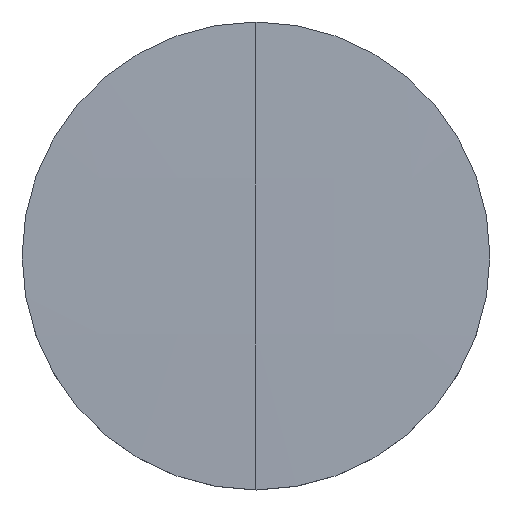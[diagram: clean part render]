
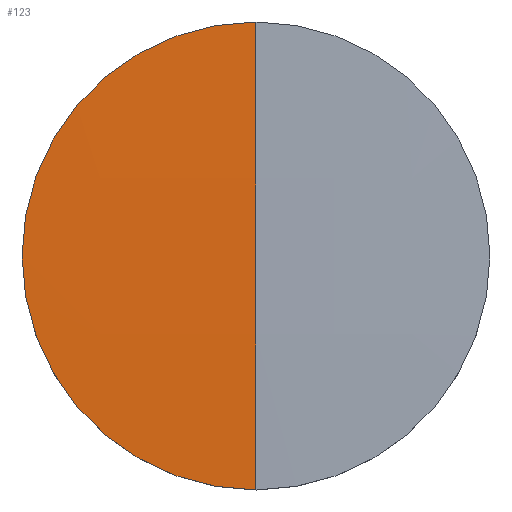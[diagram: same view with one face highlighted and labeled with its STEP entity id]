
A CAD part, top view. The second image highlights one B-rep face of the part: STEP entity #123.
In plain terms, the highlighted free-form (B-spline) face has degree [3, 3] with [4, 4] control points.
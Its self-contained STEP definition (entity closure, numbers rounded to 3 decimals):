
#3 = DIRECTION ( 'NONE',  ( 0., 0., -1. ) ) ;
#13 = CIRCLE ( 'NONE', #24, 19.05 ) ;
#24 = AXIS2_PLACEMENT_3D ( 'NONE', #86, #3, #29 ) ;
#26 = CIRCLE ( 'NONE', #42, 19.05 ) ;
#29 = DIRECTION ( 'NONE',  ( 1., 0., 0. ) ) ;
#34 = DIRECTION ( 'NONE',  ( 0., 0., -1. ) ) ;
#38 = EDGE_CURVE ( 'NONE', #202, #110, #13, .T. ) ;
#42 = AXIS2_PLACEMENT_3D ( 'NONE', #194, #34, #154 ) ;
#46 = DIRECTION ( 'NONE',  ( -1., 0., 0. ) ) ;
#54 = CARTESIAN_POINT ( 'NONE',  ( 0., -19.05, 4.825 ) ) ;
#55 = EDGE_CURVE ( 'NONE', #68, #202, #26, .T. ) ;
#57 = CARTESIAN_POINT ( 'NONE',  ( -12.778, -6.427, 5.001 ) ) ;
#60 = CARTESIAN_POINT ( 'NONE',  ( 0., -6.427, 5.06 ) ) ;
#66 = FACE_OUTER_BOUND ( 'NONE', #206, .T. ) ;
#68 = VERTEX_POINT ( 'NONE', #54 ) ;
#73 = ORIENTED_EDGE ( 'NONE', *, *, #38, .F. ) ;
#81 = CARTESIAN_POINT ( 'NONE',  ( -12.775, 19.279, 4.762 ) ) ;
#82 = ORIENTED_EDGE ( 'NONE', *, *, #55, .F. ) ;
#85 = AXIS2_PLACEMENT_3D ( 'NONE', #198, #46, #290 ) ;
#86 = CARTESIAN_POINT ( 'NONE',  ( 0., 0., 4.825 ) ) ;
#105 = CARTESIAN_POINT ( 'NONE',  ( 0., 6.427, 5.06 ) ) ;
#110 = VERTEX_POINT ( 'NONE', #216 ) ;
#111 = CARTESIAN_POINT ( 'NONE',  ( -6.389, -6.427, 5.06 ) ) ;
#118 = CIRCLE ( 'NONE', #85, 1037. ) ;
#123 = ADVANCED_FACE ( 'NONE', ( #66 ), #161, .T. ) ;
#150 = CARTESIAN_POINT ( 'NONE',  ( -12.775, -19.279, 4.762 ) ) ;
#154 = DIRECTION ( 'NONE',  ( 1., 0., 0. ) ) ;
#161 =( BOUNDED_SURFACE ( )  B_SPLINE_SURFACE ( 3, 3, ( 
 ( #277, #211, #150, #172 ),
 ( #60, #111, #57, #258 ),
 ( #105, #190, #192, #280 ),
 ( #212, #255, #81, #254 ) ),
 .UNSPECIFIED., .F., .F., .F. ) 
 B_SPLINE_SURFACE_WITH_KNOTS ( ( 4, 4 ),
 ( 4, 4 ),
 ( 0., 1. ),
 ( 0., 1. ),
 .UNSPECIFIED. ) 
 GEOMETRIC_REPRESENTATION_ITEM ( )  RATIONAL_B_SPLINE_SURFACE ( (
 ( 1., 1., 1., 1.),
 ( 1., 1., 1., 1.),
 ( 1., 1., 1., 1.),
 ( 1., 1., 1., 1.) ) ) 
 REPRESENTATION_ITEM ( '' )  SURFACE ( )  );
#166 = EDGE_CURVE ( 'NONE', #68, #110, #118, .T. ) ;
#172 = CARTESIAN_POINT ( 'NONE',  ( -19.161, -19.279, 4.644 ) ) ;
#190 = CARTESIAN_POINT ( 'NONE',  ( -6.389, 6.427, 5.06 ) ) ;
#192 = CARTESIAN_POINT ( 'NONE',  ( -12.778, 6.427, 5.001 ) ) ;
#194 = CARTESIAN_POINT ( 'NONE',  ( 0., 0., 4.825 ) ) ;
#198 = CARTESIAN_POINT ( 'NONE',  ( 0., 0., -1032. ) ) ;
#202 = VERTEX_POINT ( 'NONE', #213 ) ;
#206 = EDGE_LOOP ( 'NONE', ( #82, #230, #73 ) ) ;
#211 = CARTESIAN_POINT ( 'NONE',  ( -6.387, -19.279, 4.821 ) ) ;
#212 = CARTESIAN_POINT ( 'NONE',  ( 0., 19.279, 4.821 ) ) ;
#213 = CARTESIAN_POINT ( 'NONE',  ( -19.05, 0., 4.825 ) ) ;
#216 = CARTESIAN_POINT ( 'NONE',  ( 0., 19.05, 4.825 ) ) ;
#230 = ORIENTED_EDGE ( 'NONE', *, *, #166, .T. ) ;
#254 = CARTESIAN_POINT ( 'NONE',  ( -19.161, 19.279, 4.644 ) ) ;
#255 = CARTESIAN_POINT ( 'NONE',  ( -6.387, 19.279, 4.821 ) ) ;
#258 = CARTESIAN_POINT ( 'NONE',  ( -19.165, -6.427, 4.883 ) ) ;
#277 = CARTESIAN_POINT ( 'NONE',  ( 0., -19.279, 4.821 ) ) ;
#280 = CARTESIAN_POINT ( 'NONE',  ( -19.165, 6.427, 4.883 ) ) ;
#290 = DIRECTION ( 'NONE',  ( 0., -1., 0. ) ) ;
